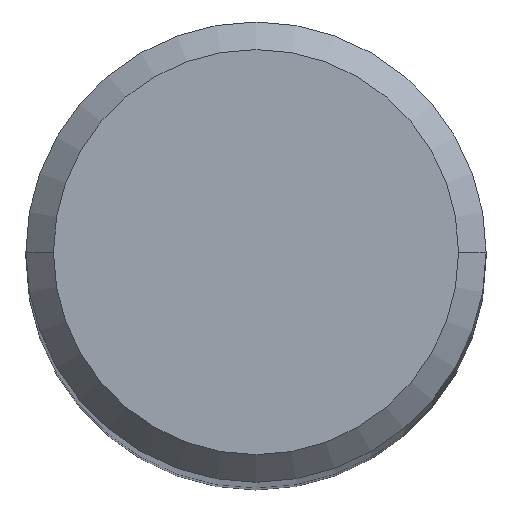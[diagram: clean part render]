
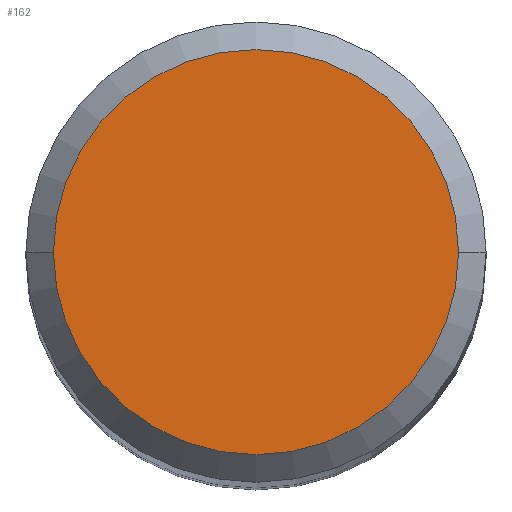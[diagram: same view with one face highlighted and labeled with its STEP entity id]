
A CAD part, top view. The second image highlights one B-rep face of the part: STEP entity #162.
In plain terms, the highlighted planar face has unit normal (0, 0, 1).
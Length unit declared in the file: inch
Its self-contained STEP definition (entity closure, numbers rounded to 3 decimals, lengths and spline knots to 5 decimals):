
#7 = AXIS2_PLACEMENT_3D ( 'NONE', #235, #320, #183 ) ;
#35 = DIRECTION ( 'NONE',  ( 1., 0., 0. ) ) ;
#38 = CARTESIAN_POINT ( 'NONE',  ( 0., 0., 2.5 ) ) ;
#39 = VERTEX_POINT ( 'NONE', #62 ) ;
#54 = FACE_OUTER_BOUND ( 'NONE', #229, .T. ) ;
#62 = CARTESIAN_POINT ( 'NONE',  ( 0.11, 0., 2.5 ) ) ;
#88 = EDGE_CURVE ( 'NONE', #39, #301, #101, .T. ) ;
#101 = CIRCLE ( 'NONE', #215, 0.11 ) ;
#124 = ORIENTED_EDGE ( 'NONE', *, *, #88, .T. ) ;
#154 = CARTESIAN_POINT ( 'NONE',  ( -0.11, 0., 2.5 ) ) ;
#162 = ADVANCED_FACE ( 'NONE', ( #54 ), #265, .T. ) ;
#177 = EDGE_CURVE ( 'NONE', #301, #39, #249, .T. ) ;
#183 = DIRECTION ( 'NONE',  ( 1., 0., 0. ) ) ;
#210 = AXIS2_PLACEMENT_3D ( 'NONE', #345, #294, #290 ) ;
#215 = AXIS2_PLACEMENT_3D ( 'NONE', #38, #250, #35 ) ;
#229 = EDGE_LOOP ( 'NONE', ( #277, #124 ) ) ;
#235 = CARTESIAN_POINT ( 'NONE',  ( 0., 0., 2.5 ) ) ;
#249 = CIRCLE ( 'NONE', #210, 0.11 ) ;
#250 = DIRECTION ( 'NONE',  ( 0., 0., 1. ) ) ;
#265 = PLANE ( 'NONE',  #7 ) ;
#277 = ORIENTED_EDGE ( 'NONE', *, *, #177, .T. ) ;
#290 = DIRECTION ( 'NONE',  ( 1., 0., 0. ) ) ;
#294 = DIRECTION ( 'NONE',  ( 0., 0., 1. ) ) ;
#301 = VERTEX_POINT ( 'NONE', #154 ) ;
#320 = DIRECTION ( 'NONE',  ( 0., 0., 1. ) ) ;
#345 = CARTESIAN_POINT ( 'NONE',  ( 0., 0., 2.5 ) ) ;
